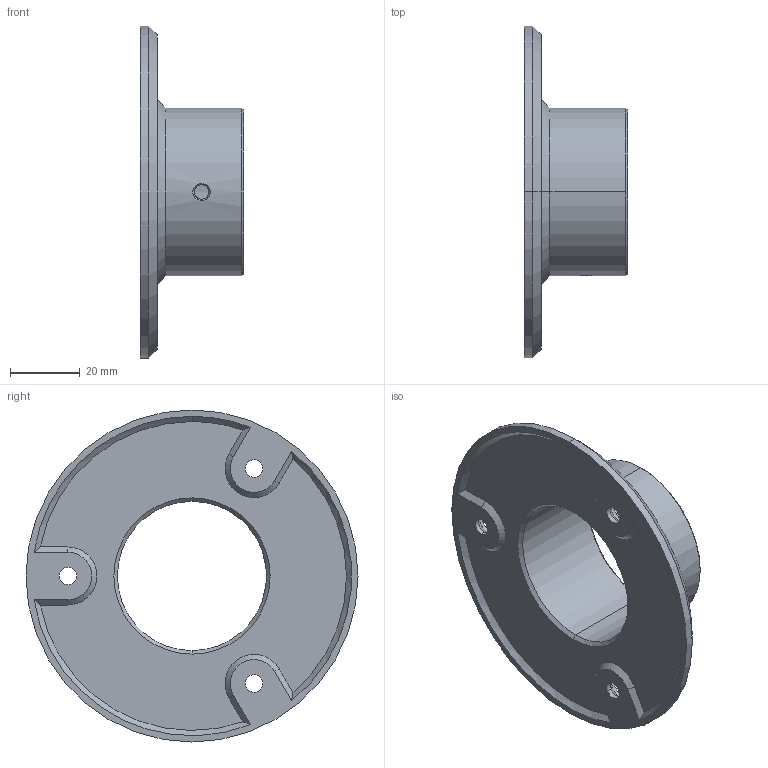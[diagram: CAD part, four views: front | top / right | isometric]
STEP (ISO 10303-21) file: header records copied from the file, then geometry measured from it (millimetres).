
FILE_DESCRIPTION (( 'STEP AP214' ), '1' );
FILE_NAME ('A_0505-042.STEP', '2021-03-18T11:22:07', ( '' ), ( '' ), 'SwSTEP 2.0', 'SolidWorks 2019', '' );
FILE_SCHEMA (( 'AUTOMOTIVE_DESIGN' ));
Length unit declared in the file: millimetre
Products named in the file (1): A_0505-042
Bounding box: 29.5 x 95 x 95 mm (x, y, z)
Volume: 28905.2 mm3; surface area: 19746.7 mm2
Topology: 1 solids, 1 shells, 56 faces, 132 edges, 80 vertices
Faces by surface type: cone 26, cylinder 20, plane 10
Entity records: 1796 total; most frequent: CARTESIAN_POINT 401, DIRECTION 300, ORIENTED_EDGE 264, EDGE_CURVE 132, AXIS2_PLACEMENT_3D 121, VERTEX_POINT 80, EDGE_LOOP 68, CIRCLE 64
